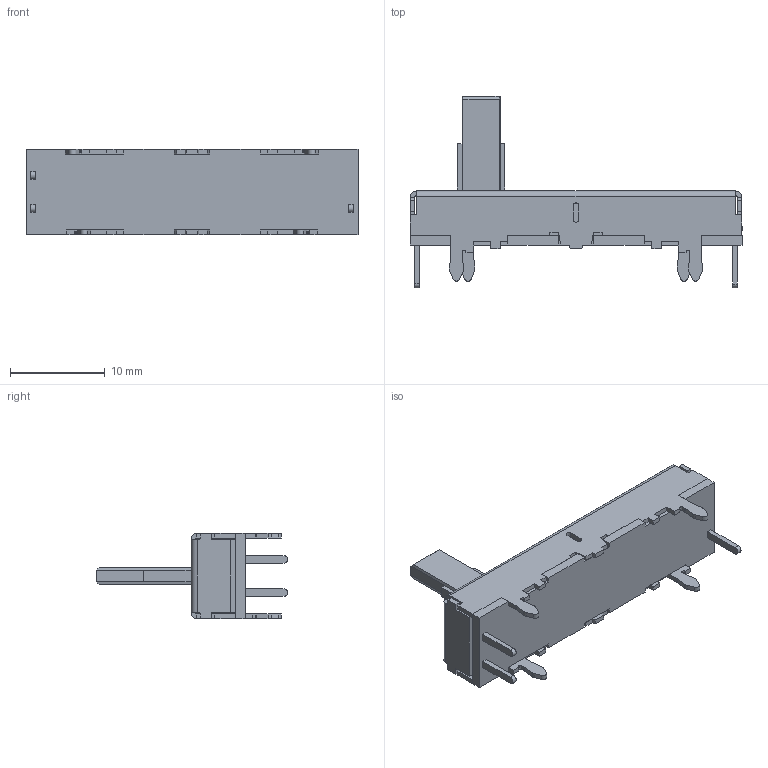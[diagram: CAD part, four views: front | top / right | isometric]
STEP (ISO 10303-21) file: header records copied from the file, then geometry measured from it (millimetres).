
FILE_DESCRIPTION (( 'STEP AP214' ), '1' );
FILE_NAME ('PTA2043-2010CIB103.STEP', '2022-05-05T16:45:53', ( '' ), ( '' ), 'SwSTEP 2.0', 'SolidWorks 2017', '' );
FILE_SCHEMA (( 'AUTOMOTIVE_DESIGN' ));
Length unit declared in the file: millimetre
Products named in the file (1): PTA2043-2010CIB103
Bounding box: 35 x 20.2 x 9 mm (x, y, z)
Volume: 1806.6 mm3; surface area: 3158.2 mm2
Topology: 7 solids, 7 shells, 296 faces, 804 edges, 522 vertices
Faces by surface type: plane 227, cylinder 63, bspline 6
Entity records: 13050 total; most frequent: CARTESIAN_POINT 5481, ORIENTED_EDGE 1608, DIRECTION 1470, EDGE_CURVE 804, VECTOR 660, LINE 660, VERTEX_POINT 522, AXIS2_PLACEMENT_3D 405
